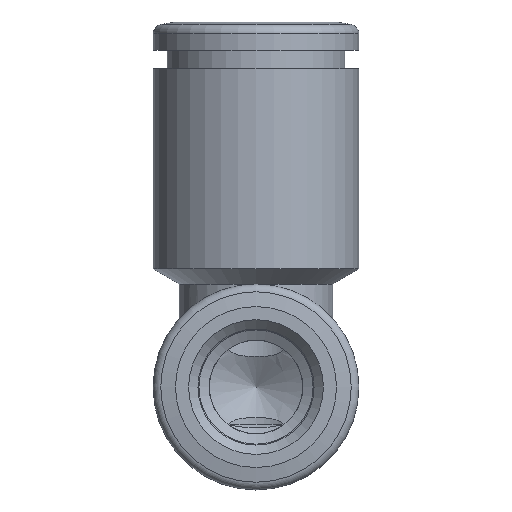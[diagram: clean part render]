
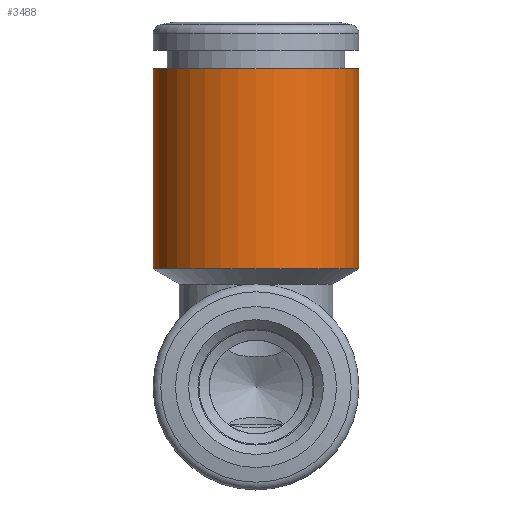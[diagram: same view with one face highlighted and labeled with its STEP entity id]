
A CAD part, left-side view. The second image highlights one B-rep face of the part: STEP entity #3488.
In plain terms, the highlighted cylindrical face has radius 5.5 mm (diameter 11 mm), a full revolution.
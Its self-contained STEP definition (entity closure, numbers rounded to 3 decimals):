
#777=CYLINDRICAL_SURFACE('',#3355,5.5);
#832=ORIENTED_EDGE('',*,*,#1071,.T.);
#833=ORIENTED_EDGE('',*,*,#1072,.F.);
#947=CIRCLE('',#3354,5.5);
#948=CIRCLE('',#3356,5.5);
#1008=VERTEX_POINT('',#1772);
#1009=VERTEX_POINT('',#1775);
#1071=EDGE_CURVE('',#1008,#1008,#947,.T.);
#1072=EDGE_CURVE('',#1009,#1009,#948,.T.);
#1145=EDGE_LOOP('',(#832));
#1146=EDGE_LOOP('',(#833));
#1256=FACE_BOUND('',#1145,.T.);
#1257=FACE_BOUND('',#1146,.T.);
#1409=DIRECTION('',(0.,-1.,0.));
#1410=DIRECTION('',(-5.5,0.,0.));
#1411=DIRECTION('',(0.,-1.,0.));
#1412=DIRECTION('',(-1.,0.,0.));
#1413=DIRECTION('',(0.,-1.,0.));
#1414=DIRECTION('',(-5.5,0.,0.));
#1772=CARTESIAN_POINT('',(108.281,107.896,0.));
#1773=CARTESIAN_POINT('',(113.781,107.896,0.));
#1774=CARTESIAN_POINT('',(113.781,107.896,0.));
#1775=CARTESIAN_POINT('',(108.281,97.204,0.));
#1776=CARTESIAN_POINT('',(113.781,97.204,0.));
#3354=AXIS2_PLACEMENT_3D('',#1773,#1409,#1410);
#3355=AXIS2_PLACEMENT_3D('',#1774,#1411,#1412);
#3356=AXIS2_PLACEMENT_3D('',#1776,#1413,#1414);
#3488=ADVANCED_FACE('',(#1256,#1257),#777,.T.);
